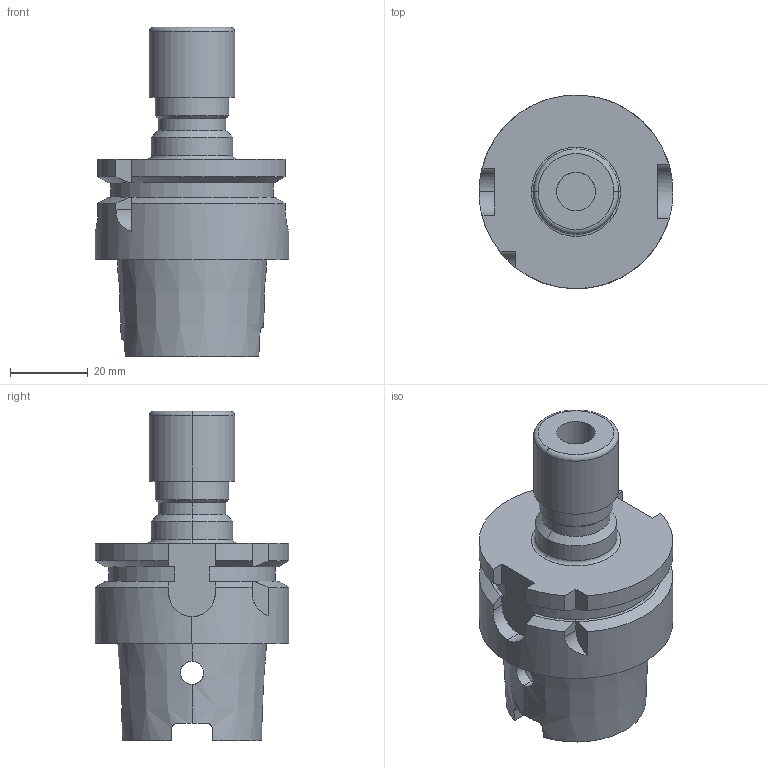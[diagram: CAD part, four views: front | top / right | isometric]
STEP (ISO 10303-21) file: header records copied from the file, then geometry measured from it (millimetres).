
FILE_DESCRIPTION (( 'STEP AP203' ), '1' );
FILE_NAME ('STP-SAKEM-72.123.16.060.STEP', '2021-05-10T00:35:02', ( '' ), ( '' ), 'SwSTEP 2.0', 'SolidWorks 2017', '' );
FILE_SCHEMA (( 'CONFIG_CONTROL_DESIGN' ));
Length unit declared in the file: millimetre
Products named in the file (1): STP-SAKEM-72.123.16.060
Bounding box: 50 x 50 x 85 mm (x, y, z)
Volume: 59276 mm3; surface area: 18290.1 mm2
Topology: 1 solids, 1 shells, 92 faces, 238 edges, 149 vertices
Faces by surface type: cylinder 37, plane 33, cone 14, torus 8
Entity records: 3337 total; most frequent: CARTESIAN_POINT 1017, ORIENTED_EDGE 476, DIRECTION 470, EDGE_CURVE 238, AXIS2_PLACEMENT_3D 180, VERTEX_POINT 149, VECTOR 110, LINE 110
